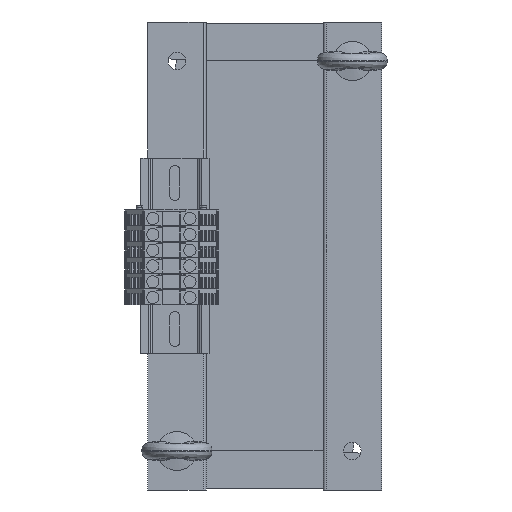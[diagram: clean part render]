
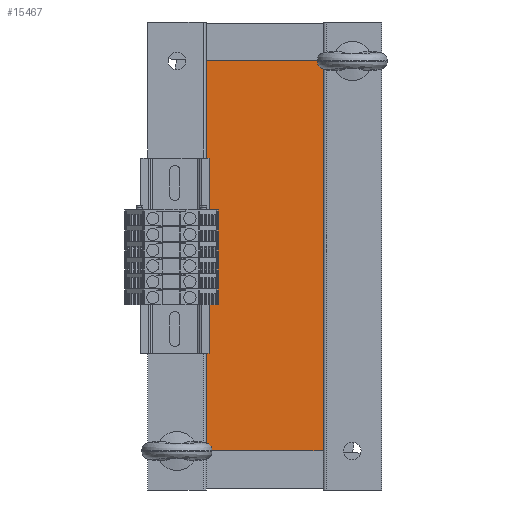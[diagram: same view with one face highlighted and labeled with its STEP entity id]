
A CAD part, front view. The second image highlights one B-rep face of the part: STEP entity #15467.
In plain terms, the highlighted planar face has unit normal (0, -1, 0).
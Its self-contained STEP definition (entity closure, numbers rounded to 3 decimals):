
#1589=FACE_OUTER_BOUND('',#2420,.T.);
#2420=EDGE_LOOP('',(#10435,#10436,#10437,#10438));
#3328=LINE('',#22583,#5012);
#3329=LINE('',#22586,#5013);
#3330=LINE('',#22588,#5014);
#3331=LINE('',#22589,#5015);
#5012=VECTOR('',#18070,10.);
#5013=VECTOR('',#18073,10.);
#5014=VECTOR('',#18074,10.);
#5015=VECTOR('',#18075,10.);
#6689=VERTEX_POINT('',#22576);
#6692=VERTEX_POINT('',#22581);
#6693=VERTEX_POINT('',#22585);
#6694=VERTEX_POINT('',#22587);
#8169=EDGE_CURVE('',#6689,#6692,#3328,.T.);
#8170=EDGE_CURVE('',#6693,#6689,#3329,.T.);
#8171=EDGE_CURVE('',#6694,#6692,#3330,.T.);
#8172=EDGE_CURVE('',#6693,#6694,#3331,.T.);
#10435=ORIENTED_EDGE('',*,*,#8170,.T.);
#10436=ORIENTED_EDGE('',*,*,#8169,.T.);
#10437=ORIENTED_EDGE('',*,*,#8171,.F.);
#10438=ORIENTED_EDGE('',*,*,#8172,.F.);
#14898=PLANE('',#16604);
#15467=ADVANCED_FACE('',(#1589),#14898,.T.);
#16604=AXIS2_PLACEMENT_3D('',#22584,#18071,#18072);
#18070=DIRECTION('',(1.,0.,0.));
#18071=DIRECTION('center_axis',(0.,-1.,0.));
#18072=DIRECTION('ref_axis',(0.,0.,-1.));
#18073=DIRECTION('',(0.,0.,-1.));
#18074=DIRECTION('',(0.,0.,-1.));
#18075=DIRECTION('',(1.,0.,0.));
#22576=CARTESIAN_POINT('',(0.,0.,0.));
#22581=CARTESIAN_POINT('',(60.,0.,0.));
#22583=CARTESIAN_POINT('',(0.,0.,0.));
#22584=CARTESIAN_POINT('Origin',(0.,0.,200.));
#22585=CARTESIAN_POINT('',(0.,0.,200.));
#22586=CARTESIAN_POINT('',(0.,0.,200.));
#22587=CARTESIAN_POINT('',(60.,0.,200.));
#22588=CARTESIAN_POINT('',(60.,0.,200.));
#22589=CARTESIAN_POINT('',(0.,0.,200.));
